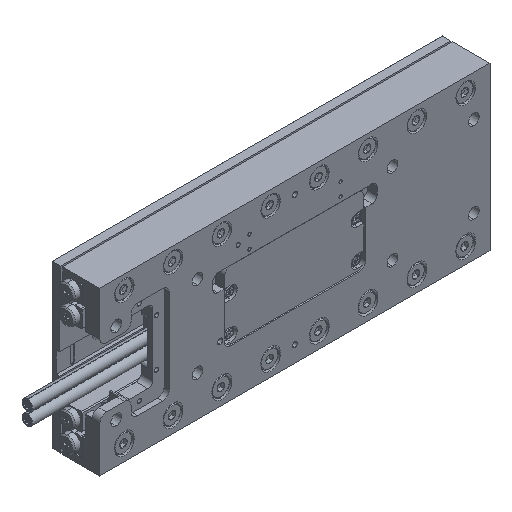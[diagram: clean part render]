
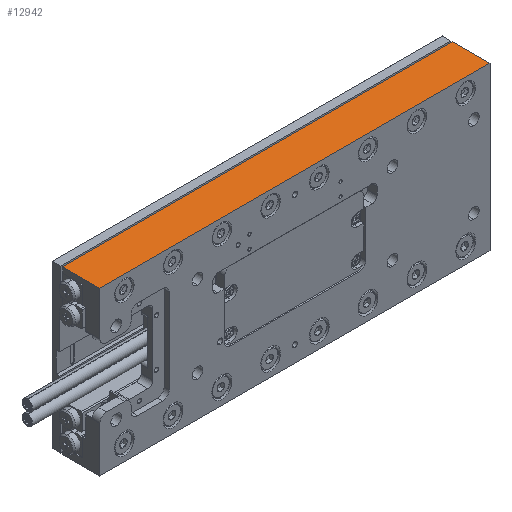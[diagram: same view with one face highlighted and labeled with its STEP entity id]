
A CAD part, isometric view. The second image highlights one B-rep face of the part: STEP entity #12942.
In plain terms, the highlighted planar face has unit normal (0, 0, 1).
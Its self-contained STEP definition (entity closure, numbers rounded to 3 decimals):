
#5198 = LINE ( 'NONE', #29749, #16336 ) ;
#9672 = CARTESIAN_POINT ( 'NONE',  ( -60., 5.5, 25. ) ) ;
#11607 = CARTESIAN_POINT ( 'NONE',  ( -66.357, 11.5, 25. ) ) ;
#12942 = ADVANCED_FACE ( 'NONE', ( #76329 ), #46215, .F. ) ;
#16336 = VECTOR ( 'NONE', #35383, 1000. ) ;
#20031 = VERTEX_POINT ( 'NONE', #37683 ) ;
#23236 = ORIENTED_EDGE ( 'NONE', *, *, #58681, .T. ) ;
#27104 = VECTOR ( 'NONE', #73984, 1000. ) ;
#27348 = EDGE_CURVE ( 'NONE', #44021, #20031, #59610, .T. ) ;
#29749 = CARTESIAN_POINT ( 'NONE',  ( -60., 5.5, 25. ) ) ;
#30846 = VECTOR ( 'NONE', #35010, 1000. ) ;
#34115 = EDGE_LOOP ( 'NONE', ( #73609, #60914, #48270, #23236 ) ) ;
#35010 = DIRECTION ( 'NONE',  ( 1., 0., 0. ) ) ;
#35383 = DIRECTION ( 'NONE',  ( 0., -1., 0. ) ) ;
#35839 = AXIS2_PLACEMENT_3D ( 'NONE', #9672, #47395, #47000 ) ;
#37348 = CARTESIAN_POINT ( 'NONE',  ( -60., 11.5, 25. ) ) ;
#37683 = CARTESIAN_POINT ( 'NONE',  ( 60., 0., 25. ) ) ;
#39542 = VECTOR ( 'NONE', #60864, 1000. ) ;
#40249 = CARTESIAN_POINT ( 'NONE',  ( -60., 0., 25. ) ) ;
#42193 = LINE ( 'NONE', #11607, #39542 ) ;
#43323 = CARTESIAN_POINT ( 'NONE',  ( 60., 11.5, 25. ) ) ;
#43471 = LINE ( 'NONE', #56193, #27104 ) ;
#44021 = VERTEX_POINT ( 'NONE', #40249 ) ;
#44516 = EDGE_CURVE ( 'NONE', #59006, #71306, #42193, .T. ) ;
#46215 = PLANE ( 'NONE',  #35839 ) ;
#47000 = DIRECTION ( 'NONE',  ( -1., 0., 0. ) ) ;
#47395 = DIRECTION ( 'NONE',  ( 0., 0., -1. ) ) ;
#48270 = ORIENTED_EDGE ( 'NONE', *, *, #44516, .F. ) ;
#49254 = EDGE_CURVE ( 'NONE', #71306, #20031, #43471, .T. ) ;
#56193 = CARTESIAN_POINT ( 'NONE',  ( 60., 5.5, 25. ) ) ;
#58681 = EDGE_CURVE ( 'NONE', #59006, #44021, #5198, .T. ) ;
#59006 = VERTEX_POINT ( 'NONE', #37348 ) ;
#59610 = LINE ( 'NONE', #64728, #30846 ) ;
#60864 = DIRECTION ( 'NONE',  ( 1., 0., 0. ) ) ;
#60914 = ORIENTED_EDGE ( 'NONE', *, *, #49254, .F. ) ;
#64728 = CARTESIAN_POINT ( 'NONE',  ( -60., 0., 25. ) ) ;
#71306 = VERTEX_POINT ( 'NONE', #43323 ) ;
#73609 = ORIENTED_EDGE ( 'NONE', *, *, #27348, .T. ) ;
#73984 = DIRECTION ( 'NONE',  ( 0., -1., 0. ) ) ;
#76329 = FACE_OUTER_BOUND ( 'NONE', #34115, .T. ) ;
